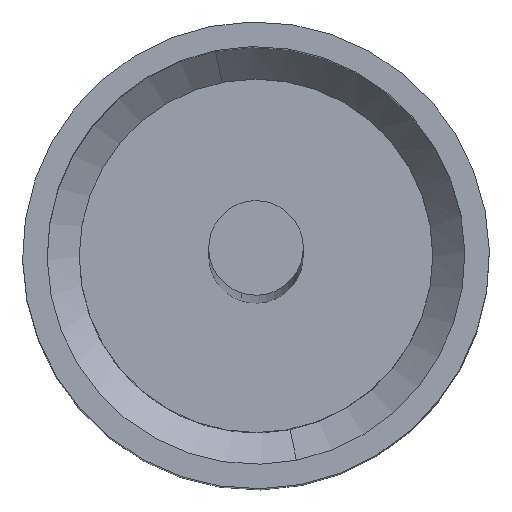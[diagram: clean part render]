
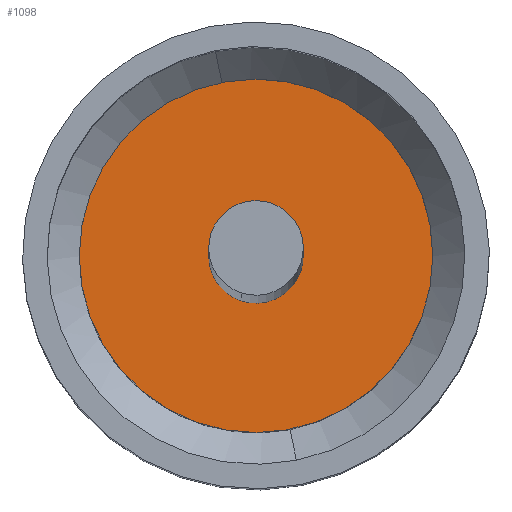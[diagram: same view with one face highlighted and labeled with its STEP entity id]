
A CAD part, top view. The second image highlights one B-rep face of the part: STEP entity #1098.
In plain terms, the highlighted planar face has unit normal (0, 0, 1).
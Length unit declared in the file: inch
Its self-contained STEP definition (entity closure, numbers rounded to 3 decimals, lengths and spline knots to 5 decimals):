
#126 = CARTESIAN_POINT ( 'NONE',  ( 0., 0., 0.45 ) ) ;
#132 = DIRECTION ( 'NONE',  ( 1., 0., 0. ) ) ;
#135 = DIRECTION ( 'NONE',  ( 0., 0., 1. ) ) ;
#151 = DIRECTION ( 'NONE',  ( 0., 0., 1. ) ) ;
#161 = DIRECTION ( 'NONE',  ( 1., 0., 0. ) ) ;
#166 = CARTESIAN_POINT ( 'NONE',  ( 0., 0., 0.45 ) ) ;
#222 = AXIS2_PLACEMENT_3D ( 'NONE', #407, #402, #401 ) ;
#265 = AXIS2_PLACEMENT_3D ( 'NONE', #474, #598, #601 ) ;
#267 = AXIS2_PLACEMENT_3D ( 'NONE', #460, #592, #516 ) ;
#281 = AXIS2_PLACEMENT_3D ( 'NONE', #126, #135, #132 ) ;
#290 = AXIS2_PLACEMENT_3D ( 'NONE', #166, #151, #161 ) ;
#292 = EDGE_CURVE ( 'NONE', #911, #907, #627, .T. ) ;
#307 = EDGE_CURVE ( 'NONE', #924, #751, #798, .T. ) ;
#332 = EDGE_CURVE ( 'NONE', #751, #924, #1036, .T. ) ;
#335 = EDGE_CURVE ( 'NONE', #907, #911, #1041, .T. ) ;
#401 = DIRECTION ( 'NONE',  ( 1., 0., 0. ) ) ;
#402 = DIRECTION ( 'NONE',  ( 0., 0., 1. ) ) ;
#404 = PLANE ( 'NONE',  #222 ) ;
#407 = CARTESIAN_POINT ( 'NONE',  ( 0., 0., 0.45 ) ) ;
#442 = CARTESIAN_POINT ( 'NONE',  ( 0.0935, 0., 0.45 ) ) ;
#460 = CARTESIAN_POINT ( 'NONE',  ( 0., 0., 0.45 ) ) ;
#472 = CARTESIAN_POINT ( 'NONE',  ( -0.00754, -0.02384, 0.45 ) ) ;
#474 = CARTESIAN_POINT ( 'NONE',  ( 0., 0., 0.45 ) ) ;
#516 = DIRECTION ( 'NONE',  ( 1., 0., 0. ) ) ;
#581 = CARTESIAN_POINT ( 'NONE',  ( 0.00754, 0.02384, 0.45 ) ) ;
#592 = DIRECTION ( 'NONE',  ( 0., 0., 1. ) ) ;
#598 = DIRECTION ( 'NONE',  ( 0., 0., 1. ) ) ;
#600 = CARTESIAN_POINT ( 'NONE',  ( -0.0935, 0., 0.45 ) ) ;
#601 = DIRECTION ( 'NONE',  ( 1., 0., 0. ) ) ;
#607 = ORIENTED_EDGE ( 'NONE', *, *, #335, .T. ) ;
#627 = CIRCLE ( 'NONE', #290, 0.0935 ) ;
#694 = FACE_BOUND ( 'NONE', #868, .T. ) ;
#751 = VERTEX_POINT ( 'NONE', #472 ) ;
#798 = CIRCLE ( 'NONE', #281, 0.025 ) ;
#809 = ORIENTED_EDGE ( 'NONE', *, *, #292, .T. ) ;
#868 = EDGE_LOOP ( 'NONE', ( #922, #944 ) ) ;
#907 = VERTEX_POINT ( 'NONE', #600 ) ;
#911 = VERTEX_POINT ( 'NONE', #442 ) ;
#922 = ORIENTED_EDGE ( 'NONE', *, *, #307, .F. ) ;
#924 = VERTEX_POINT ( 'NONE', #581 ) ;
#944 = ORIENTED_EDGE ( 'NONE', *, *, #332, .F. ) ;
#962 = EDGE_LOOP ( 'NONE', ( #607, #809 ) ) ;
#1011 = FACE_OUTER_BOUND ( 'NONE', #962, .T. ) ;
#1036 = CIRCLE ( 'NONE', #267, 0.025 ) ;
#1041 = CIRCLE ( 'NONE', #265, 0.0935 ) ;
#1098 = ADVANCED_FACE ( 'NONE', ( #1011, #694 ), #404, .T. ) ;
